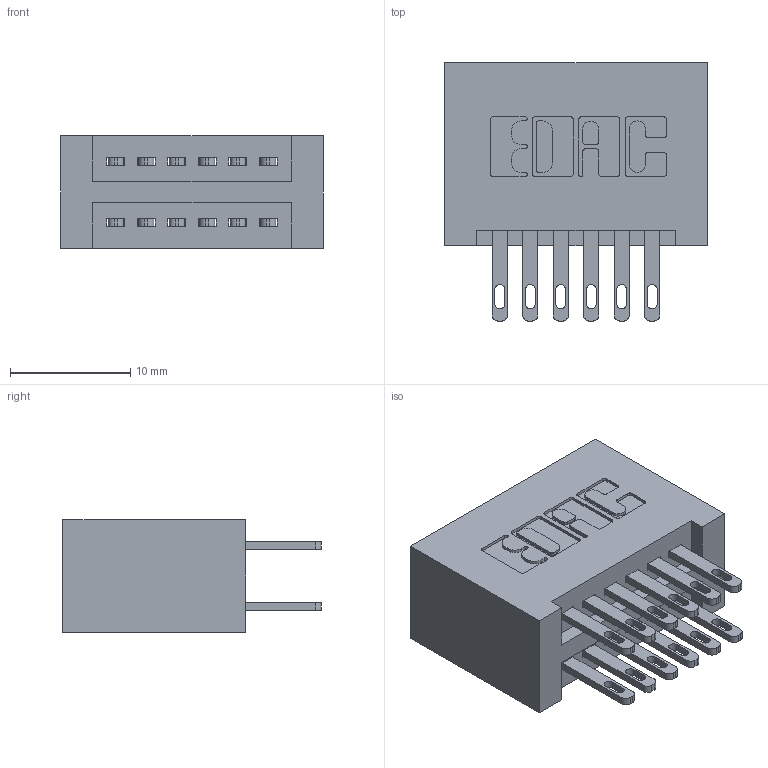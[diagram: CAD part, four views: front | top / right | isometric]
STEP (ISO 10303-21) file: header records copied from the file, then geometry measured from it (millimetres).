
FILE_DESCRIPTION (( 'STEP AP203' ), '1' );
FILE_NAME ('345-012-500-201.STEP', '2018-08-18T00:28:50', ( '' ), ( '' ), 'SwSTEP 2.0', 'SolidWorks 2016', '' );
FILE_SCHEMA (( 'CONFIG_CONTROL_DESIGN' ));
Length unit declared in the file: inch
Products named in the file (3): 345 Part_No Mounting Lugs; 345-292-001_345-293-100; 345-012-500-201
Assembly tree (13 placements, depth 2):
  345-012-500-201
    345 Part_No Mounting Lugs
    345-292-001_345-293-100  x12
Bounding box: 21.84 x 21.51 x 9.4 mm (x, y, z)
Volume: 2440.4 mm3; surface area: 3335.7 mm2
Topology: 13 solids, 13 shells, 670 faces, 2009 edges, 1338 vertices
Faces by surface type: plane 400, cylinder 270
Entity records: 9207 total; most frequent: CARTESIAN_POINT 1576, ORIENTED_EDGE 1510, DIRECTION 1431, EDGE_CURVE 755, VECTOR 603, LINE 603, VERTEX_POINT 502, AXIS2_PLACEMENT_3D 414
